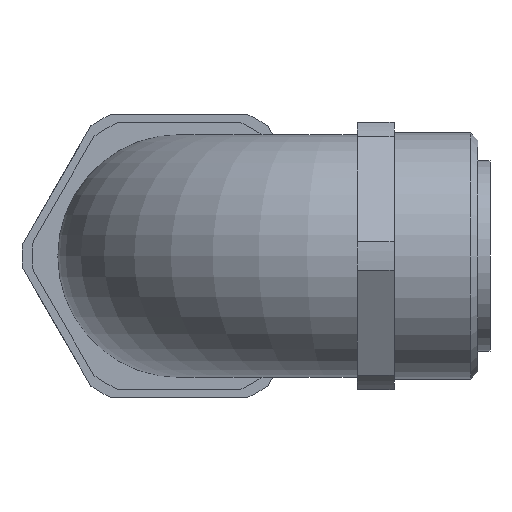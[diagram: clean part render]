
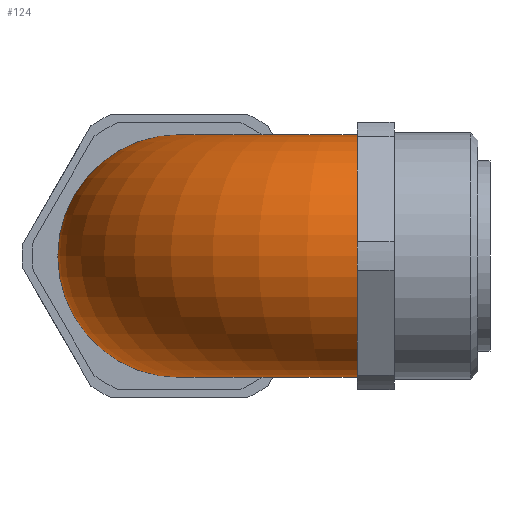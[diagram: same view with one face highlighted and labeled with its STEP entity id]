
A CAD part, left-side view. The second image highlights one B-rep face of the part: STEP entity #124.
In plain terms, the highlighted toroidal (fillet/blend) face has major radius 34 mm and minor radius 23.15 mm.
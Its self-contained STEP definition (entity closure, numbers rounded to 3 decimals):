
#124 = ADVANCED_FACE( '', ( #255, #256 ), #257, .T. );
#255 = FACE_OUTER_BOUND( '', #399, .T. );
#256 = FACE_OUTER_BOUND( '', #400, .T. );
#257 = TOROIDAL_SURFACE( '', #401, 34., 23.15 );
#399 = EDGE_LOOP( '', ( #807 ) );
#400 = EDGE_LOOP( '', ( #808 ) );
#401 = AXIS2_PLACEMENT_3D( '', #809, #810, #811 );
#807 = ORIENTED_EDGE( '', *, *, #968, .T. );
#808 = ORIENTED_EDGE( '', *, *, #1006, .F. );
#809 = CARTESIAN_POINT( '', ( 0., 0., 0. ) );
#810 = DIRECTION( '', ( 0., 0., -1. ) );
#811 = DIRECTION( '', ( -1., 0., 0. ) );
#968 = EDGE_CURVE( '', #1170, #1170, #1171, .T. );
#1006 = EDGE_CURVE( '', #1234, #1234, #1235, .T. );
#1170 = VERTEX_POINT( '', #1614 );
#1171 = CIRCLE( '', #1615, 23.15 );
#1234 = VERTEX_POINT( '', #1702 );
#1235 = CIRCLE( '', #1703, 23.15 );
#1614 = CARTESIAN_POINT( '', ( -10.85, 0., 0. ) );
#1615 = AXIS2_PLACEMENT_3D( '', #1933, #1934, #1935 );
#1702 = CARTESIAN_POINT( '', ( 0., 10.85, 0. ) );
#1703 = AXIS2_PLACEMENT_3D( '', #1999, #2000, #2001 );
#1933 = CARTESIAN_POINT( '', ( -34., 0., 0. ) );
#1934 = DIRECTION( '', ( 0., 1., 0. ) );
#1935 = DIRECTION( '', ( 1., 0., 0. ) );
#1999 = CARTESIAN_POINT( '', ( 0., 34., 0. ) );
#2000 = DIRECTION( '', ( 1., 0., 0. ) );
#2001 = DIRECTION( '', ( 0., -1., 0. ) );
